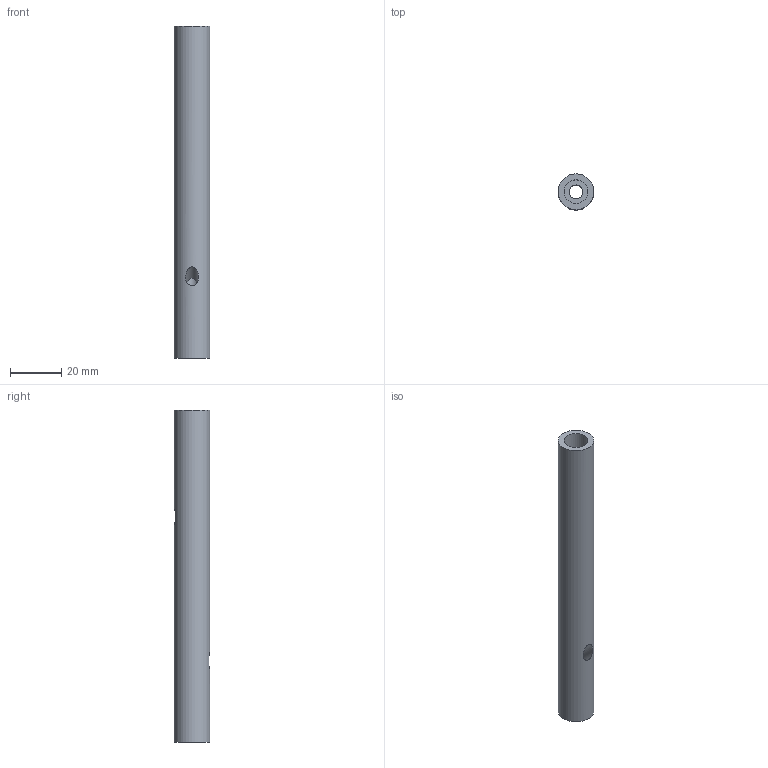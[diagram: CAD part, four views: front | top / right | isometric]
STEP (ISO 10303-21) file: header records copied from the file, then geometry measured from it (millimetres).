
FILE_DESCRIPTION(('FreeCAD Model'),'2;1');
FILE_NAME('Open CASCADE Shape Model','2021-12-28T05:26:59',('Author'),( ''),'Open CASCADE STEP processor 7.5','FreeCAD','Unknown');
FILE_SCHEMA(('AUTOMOTIVE_DESIGN { 1 0 10303 214 1 1 1 1 }'));
Length unit declared in the file: millimetre
Products named in the file (1): FinalCut
Bounding box: 14 x 14 x 130 mm (x, y, z)
Volume: 15350.9 mm3; surface area: 8677.3 mm2
Topology: 1 solids, 1 shells, 15 faces, 33 edges, 22 vertices
Faces by surface type: plane 10, cylinder 5
Full cylindrical faces by diameter (mm): 5.2 x2, 5.4 x1, 9.3 x1, 14 x1
Entity records: 2334 total; most frequent: CARTESIAN_POINT 1619, DIRECTION 125, LINE 75, VECTOR 75, ORIENTED_EDGE 66, PCURVE 66, DEFINITIONAL_REPRESENTATION 66, EDGE_CURVE 33
